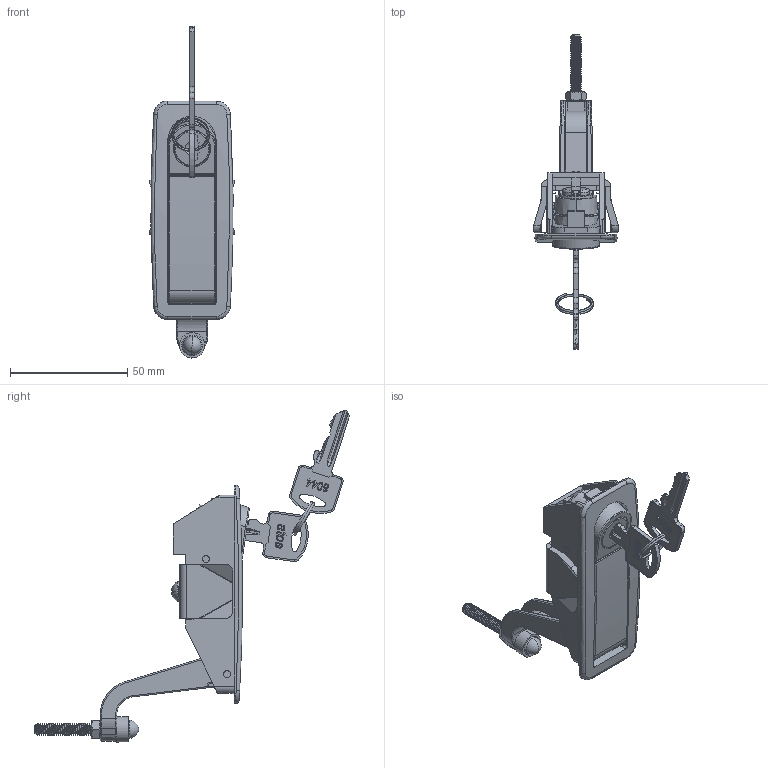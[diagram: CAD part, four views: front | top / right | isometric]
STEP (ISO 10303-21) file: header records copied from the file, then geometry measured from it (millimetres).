
FILE_DESCRIPTION (( 'STEP AP203' ), '1' );
FILE_NAME ('KP07.1.5.31.46.2.STEP', '2022-05-30T12:51:51', ( '' ), ( '' ), 'SwSTEP 2.0', 'SolidWorks 2021', '' );
FILE_SCHEMA (( 'CONFIG_CONTROL_DESIGN' ));
Length unit declared in the file: millimetre
Products named in the file (1): KP07.1.5.31.46.2
Bounding box: 36.47 x 134.11 x 141.35 mm (x, y, z)
Surface area: 29664.2 mm2 (no closed solid volume)
Topology: 0 solids, 29 shells, 649 faces, 2549 edges, 1856 vertices
Faces by surface type: cylinder 260, plane 260, bspline 74, cone 31, torus 20, sphere 4
Entity records: 39082 total; most frequent: CARTESIAN_POINT 19881, ORIENTED_EDGE 4016, DIRECTION 3416, EDGE_CURVE 2546, VERTEX_POINT 1856, VECTOR 1270, LINE 1270, AXIS2_PLACEMENT_3D 1073
